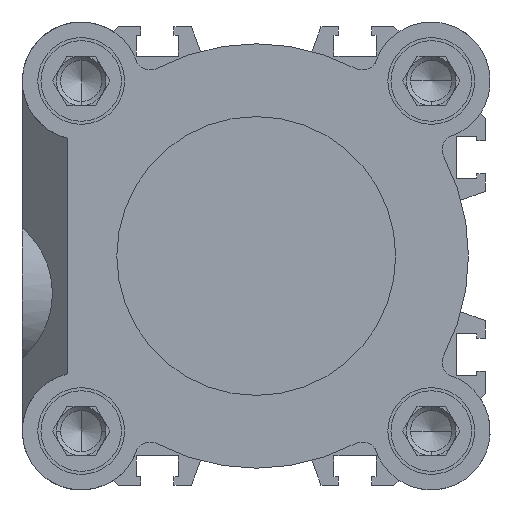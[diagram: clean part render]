
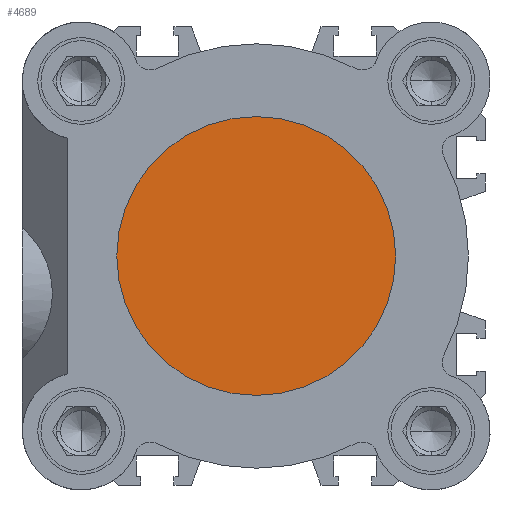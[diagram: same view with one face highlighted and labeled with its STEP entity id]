
A CAD part, left-side view. The second image highlights one B-rep face of the part: STEP entity #4689.
In plain terms, the highlighted face is planar.
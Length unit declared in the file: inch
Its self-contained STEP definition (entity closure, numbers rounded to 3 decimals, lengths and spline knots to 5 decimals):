
#21 = CARTESIAN_POINT ( 'NONE',  ( 1.41732, 0., 0.88583 ) ) ;
#141 = DIRECTION ( 'NONE',  ( 0., 0., 1. ) ) ;
#647 = CARTESIAN_POINT ( 'NONE',  ( 1.41732, 0., -0.88583 ) ) ;
#1337 = DIRECTION ( 'NONE',  ( 0., 0., 1. ) ) ;
#2206 = VERTEX_POINT ( 'NONE', #21 ) ;
#2838 = CARTESIAN_POINT ( 'NONE',  ( 1.41732, 0., 0. ) ) ;
#3029 = CIRCLE ( 'NONE', #7649, 0.88583 ) ;
#3829 = VERTEX_POINT ( 'NONE', #647 ) ;
#3861 = DIRECTION ( 'NONE',  ( 0., 0., 1. ) ) ;
#4285 = ORIENTED_EDGE ( 'NONE', *, *, #6916, .F. ) ;
#4689 = ADVANCED_FACE ( 'NONE', ( #8286 ), #12455, .F. ) ;
#6233 = DIRECTION ( 'NONE',  ( -1., 0., 0. ) ) ;
#6391 = CARTESIAN_POINT ( 'NONE',  ( 1.41732, 0.88583, 0. ) ) ;
#6916 = EDGE_CURVE ( 'NONE', #3829, #2206, #3029, .T. ) ;
#7402 = DIRECTION ( 'NONE',  ( -1., 0., 0. ) ) ;
#7649 = AXIS2_PLACEMENT_3D ( 'NONE', #12293, #6233, #141 ) ;
#8085 = AXIS2_PLACEMENT_3D ( 'NONE', #6391, #7402, #1337 ) ;
#8286 = FACE_OUTER_BOUND ( 'NONE', #9294, .T. ) ;
#8461 = AXIS2_PLACEMENT_3D ( 'NONE', #2838, #9908, #3861 ) ;
#9294 = EDGE_LOOP ( 'NONE', ( #11374, #4285 ) ) ;
#9597 = EDGE_CURVE ( 'NONE', #2206, #3829, #11355, .T. ) ;
#9908 = DIRECTION ( 'NONE',  ( -1., 0., 0. ) ) ;
#11355 = CIRCLE ( 'NONE', #8461, 0.88583 ) ;
#11374 = ORIENTED_EDGE ( 'NONE', *, *, #9597, .F. ) ;
#12293 = CARTESIAN_POINT ( 'NONE',  ( 1.41732, 0., 0. ) ) ;
#12455 = PLANE ( 'NONE',  #8085 ) ;
